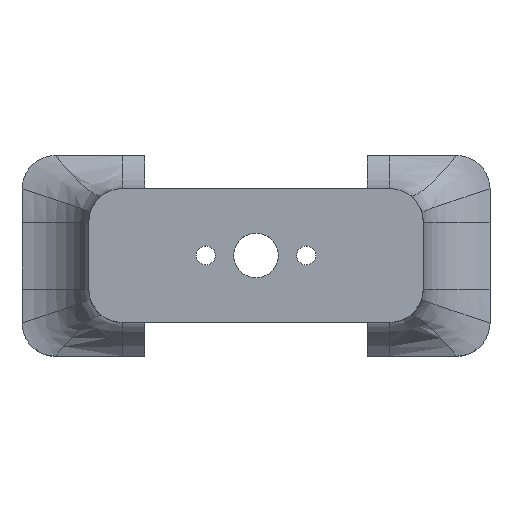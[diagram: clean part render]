
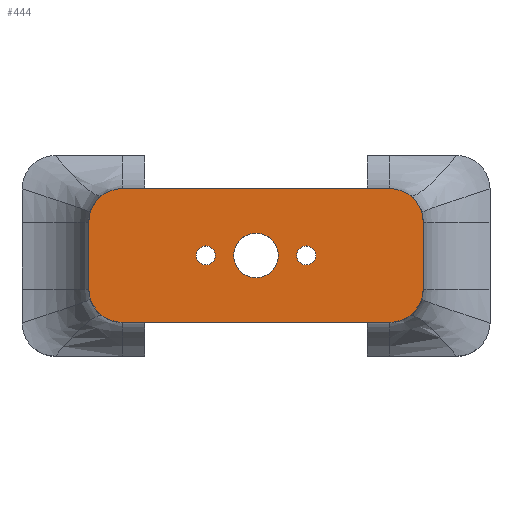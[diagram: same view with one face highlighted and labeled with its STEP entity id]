
A CAD part, top view. The second image highlights one B-rep face of the part: STEP entity #444.
In plain terms, the highlighted planar face has unit normal (0, 0, 1).
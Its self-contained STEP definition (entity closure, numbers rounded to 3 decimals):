
#2 = VERTEX_POINT ( 'NONE', #1344 ) ;
#14 = ORIENTED_EDGE ( 'NONE', *, *, #1927, .T. ) ;
#28 = DIRECTION ( 'NONE',  ( 0., 0., 1. ) ) ;
#45 = CIRCLE ( 'NONE', #1593, 0.85 ) ;
#57 = DIRECTION ( 'NONE',  ( 1., 0., 0. ) ) ;
#80 = EDGE_LOOP ( 'NONE', ( #2680, #2296, #1543, #1265, #718, #14, #2479, #451 ) ) ;
#136 = CIRCLE ( 'NONE', #1555, 0.85 ) ;
#138 = DIRECTION ( 'NONE',  ( 1., 0., 0. ) ) ;
#140 = PLANE ( 'NONE',  #644 ) ;
#166 = FACE_BOUND ( 'NONE', #621, .T. ) ;
#168 = CARTESIAN_POINT ( 'NONE',  ( -17., 6., 5. ) ) ;
#218 = EDGE_CURVE ( 'NONE', #2, #539, #2349, .T. ) ;
#232 = VERTEX_POINT ( 'NONE', #2365 ) ;
#257 = DIRECTION ( 'NONE',  ( 0., 0., 1. ) ) ;
#260 = VERTEX_POINT ( 'NONE', #2378 ) ;
#274 = DIRECTION ( 'NONE',  ( 1., 0., 0. ) ) ;
#351 = DIRECTION ( 'NONE',  ( 1., 0., 0. ) ) ;
#367 = CARTESIAN_POINT ( 'NONE',  ( 0., 0., 5. ) ) ;
#385 = AXIS2_PLACEMENT_3D ( 'NONE', #2765, #2383, #2370 ) ;
#395 = LINE ( 'NONE', #1245, #1863 ) ;
#444 = ADVANCED_FACE ( 'NONE', ( #166, #769, #1594, #551 ), #140, .T. ) ;
#451 = ORIENTED_EDGE ( 'NONE', *, *, #788, .T. ) ;
#461 = ORIENTED_EDGE ( 'NONE', *, *, #1285, .F. ) ;
#470 = VERTEX_POINT ( 'NONE', #968 ) ;
#471 = DIRECTION ( 'NONE',  ( 0., 0., 1. ) ) ;
#503 = VERTEX_POINT ( 'NONE', #1845 ) ;
#539 = VERTEX_POINT ( 'NONE', #2102 ) ;
#551 = FACE_BOUND ( 'NONE', #1979, .T. ) ;
#561 = DIRECTION ( 'NONE',  ( 0., 0., 1. ) ) ;
#563 = AXIS2_PLACEMENT_3D ( 'NONE', #2478, #2466, #732 ) ;
#588 = CARTESIAN_POINT ( 'NONE',  ( -4., 0., 5. ) ) ;
#596 = CARTESIAN_POINT ( 'NONE',  ( 10., -3., 5. ) ) ;
#614 = AXIS2_PLACEMENT_3D ( 'NONE', #2592, #28, #836 ) ;
#621 = EDGE_LOOP ( 'NONE', ( #736, #2081 ) ) ;
#640 = CARTESIAN_POINT ( 'NONE',  ( 13., -3., 5. ) ) ;
#644 = AXIS2_PLACEMENT_3D ( 'NONE', #367, #1008, #2030 ) ;
#667 = DIRECTION ( 'NONE',  ( 0., 0., 1. ) ) ;
#673 = DIRECTION ( 'NONE',  ( -1., 0., 0. ) ) ;
#718 = ORIENTED_EDGE ( 'NONE', *, *, #1801, .T. ) ;
#732 = DIRECTION ( 'NONE',  ( 1., 0., 0. ) ) ;
#736 = ORIENTED_EDGE ( 'NONE', *, *, #1865, .F. ) ;
#759 = LINE ( 'NONE', #168, #1153 ) ;
#769 = FACE_OUTER_BOUND ( 'NONE', #80, .T. ) ;
#788 = EDGE_CURVE ( 'NONE', #260, #1143, #2625, .T. ) ;
#823 = DIRECTION ( 'NONE',  ( 0., 1., 0. ) ) ;
#831 = DIRECTION ( 'NONE',  ( 1., 0., 0. ) ) ;
#836 = DIRECTION ( 'NONE',  ( 1., 0., 0. ) ) ;
#849 = EDGE_CURVE ( 'NONE', #986, #1648, #1448, .T. ) ;
#887 = CARTESIAN_POINT ( 'NONE',  ( 10., -6., 5. ) ) ;
#925 = DIRECTION ( 'NONE',  ( 1., 0., 0. ) ) ;
#957 = AXIS2_PLACEMENT_3D ( 'NONE', #2759, #2776, #831 ) ;
#968 = CARTESIAN_POINT ( 'NONE',  ( 10., 6., 5. ) ) ;
#986 = VERTEX_POINT ( 'NONE', #1936 ) ;
#987 = CARTESIAN_POINT ( 'NONE',  ( 1.65, 0., 5. ) ) ;
#1008 = DIRECTION ( 'NONE',  ( 0., 0., 1. ) ) ;
#1104 = VECTOR ( 'NONE', #673, 1000. ) ;
#1143 = VERTEX_POINT ( 'NONE', #2284 ) ;
#1153 = VECTOR ( 'NONE', #1609, 1000. ) ;
#1206 = CARTESIAN_POINT ( 'NONE',  ( -14., 6., 5. ) ) ;
#1210 = DIRECTION ( 'NONE',  ( 0., 0., 1. ) ) ;
#1234 = LINE ( 'NONE', #1884, #2359 ) ;
#1245 = CARTESIAN_POINT ( 'NONE',  ( -17., -6., 5. ) ) ;
#1248 = DIRECTION ( 'NONE',  ( 0., 0., 1. ) ) ;
#1253 = EDGE_CURVE ( 'NONE', #2750, #1291, #2627, .T. ) ;
#1265 = ORIENTED_EDGE ( 'NONE', *, *, #2718, .T. ) ;
#1285 = EDGE_CURVE ( 'NONE', #1648, #986, #1584, .T. ) ;
#1291 = VERTEX_POINT ( 'NONE', #640 ) ;
#1325 = AXIS2_PLACEMENT_3D ( 'NONE', #596, #561, #351 ) ;
#1334 = LINE ( 'NONE', #1717, #1104 ) ;
#1336 = CIRCLE ( 'NONE', #614, 0.85 ) ;
#1344 = CARTESIAN_POINT ( 'NONE',  ( -7.35, 0., 5. ) ) ;
#1351 = CARTESIAN_POINT ( 'NONE',  ( 10., 3., 5. ) ) ;
#1353 = CARTESIAN_POINT ( 'NONE',  ( -14., -3., 5. ) ) ;
#1359 = CARTESIAN_POINT ( 'NONE',  ( 3.35, 0., 5. ) ) ;
#1448 = CIRCLE ( 'NONE', #563, 2. ) ;
#1543 = ORIENTED_EDGE ( 'NONE', *, *, #1696, .T. ) ;
#1555 = AXIS2_PLACEMENT_3D ( 'NONE', #2273, #1210, #1885 ) ;
#1584 = CIRCLE ( 'NONE', #385, 2. ) ;
#1593 = AXIS2_PLACEMENT_3D ( 'NONE', #1986, #257, #925 ) ;
#1594 = FACE_BOUND ( 'NONE', #2224, .T. ) ;
#1609 = DIRECTION ( 'NONE',  ( 0., -1., 0. ) ) ;
#1648 = VERTEX_POINT ( 'NONE', #588 ) ;
#1661 = CARTESIAN_POINT ( 'NONE',  ( -14., 3., 5. ) ) ;
#1692 = CIRCLE ( 'NONE', #2724, 3. ) ;
#1696 = EDGE_CURVE ( 'NONE', #1291, #503, #1234, .T. ) ;
#1717 = CARTESIAN_POINT ( 'NONE',  ( -17., 6., 5. ) ) ;
#1801 = EDGE_CURVE ( 'NONE', #470, #2305, #1334, .T. ) ;
#1845 = CARTESIAN_POINT ( 'NONE',  ( 13., 3., 5. ) ) ;
#1863 = VECTOR ( 'NONE', #2472, 1000. ) ;
#1865 = EDGE_CURVE ( 'NONE', #2216, #1875, #45, .T. ) ;
#1875 = VERTEX_POINT ( 'NONE', #1359 ) ;
#1884 = CARTESIAN_POINT ( 'NONE',  ( 13., 6., 5. ) ) ;
#1885 = DIRECTION ( 'NONE',  ( 1., 0., 0. ) ) ;
#1899 = EDGE_CURVE ( 'NONE', #1875, #2216, #136, .T. ) ;
#1927 = EDGE_CURVE ( 'NONE', #2305, #232, #1692, .T. ) ;
#1936 = CARTESIAN_POINT ( 'NONE',  ( 0., 0., 5. ) ) ;
#1979 = EDGE_LOOP ( 'NONE', ( #2006, #2210 ) ) ;
#1986 = CARTESIAN_POINT ( 'NONE',  ( 2.5, 0., 5. ) ) ;
#2000 = AXIS2_PLACEMENT_3D ( 'NONE', #1351, #471, #274 ) ;
#2006 = ORIENTED_EDGE ( 'NONE', *, *, #218, .F. ) ;
#2030 = DIRECTION ( 'NONE',  ( 1., 0., 0. ) ) ;
#2081 = ORIENTED_EDGE ( 'NONE', *, *, #1899, .F. ) ;
#2102 = CARTESIAN_POINT ( 'NONE',  ( -5.65, 0., 5. ) ) ;
#2210 = ORIENTED_EDGE ( 'NONE', *, *, #2401, .F. ) ;
#2216 = VERTEX_POINT ( 'NONE', #987 ) ;
#2224 = EDGE_LOOP ( 'NONE', ( #461, #2524 ) ) ;
#2273 = CARTESIAN_POINT ( 'NONE',  ( 2.5, 0., 5. ) ) ;
#2284 = CARTESIAN_POINT ( 'NONE',  ( -14., -6., 5. ) ) ;
#2296 = ORIENTED_EDGE ( 'NONE', *, *, #1253, .T. ) ;
#2305 = VERTEX_POINT ( 'NONE', #1206 ) ;
#2333 = EDGE_CURVE ( 'NONE', #1143, #2750, #395, .T. ) ;
#2349 = CIRCLE ( 'NONE', #957, 0.85 ) ;
#2359 = VECTOR ( 'NONE', #823, 1000. ) ;
#2365 = CARTESIAN_POINT ( 'NONE',  ( -17., 3., 5. ) ) ;
#2370 = DIRECTION ( 'NONE',  ( 1., 0., 0. ) ) ;
#2378 = CARTESIAN_POINT ( 'NONE',  ( -17., -3., 5. ) ) ;
#2383 = DIRECTION ( 'NONE',  ( 0., 0., 1. ) ) ;
#2401 = EDGE_CURVE ( 'NONE', #539, #2, #1336, .T. ) ;
#2466 = DIRECTION ( 'NONE',  ( 0., 0., 1. ) ) ;
#2472 = DIRECTION ( 'NONE',  ( 1., 0., 0. ) ) ;
#2478 = CARTESIAN_POINT ( 'NONE',  ( -2., 0., 5. ) ) ;
#2479 = ORIENTED_EDGE ( 'NONE', *, *, #2611, .T. ) ;
#2524 = ORIENTED_EDGE ( 'NONE', *, *, #849, .F. ) ;
#2544 = CIRCLE ( 'NONE', #2000, 3. ) ;
#2592 = CARTESIAN_POINT ( 'NONE',  ( -6.5, 0., 5. ) ) ;
#2611 = EDGE_CURVE ( 'NONE', #232, #260, #759, .T. ) ;
#2625 = CIRCLE ( 'NONE', #2709, 3. ) ;
#2627 = CIRCLE ( 'NONE', #1325, 3. ) ;
#2680 = ORIENTED_EDGE ( 'NONE', *, *, #2333, .T. ) ;
#2709 = AXIS2_PLACEMENT_3D ( 'NONE', #1353, #667, #57 ) ;
#2718 = EDGE_CURVE ( 'NONE', #503, #470, #2544, .T. ) ;
#2724 = AXIS2_PLACEMENT_3D ( 'NONE', #1661, #1248, #138 ) ;
#2750 = VERTEX_POINT ( 'NONE', #887 ) ;
#2759 = CARTESIAN_POINT ( 'NONE',  ( -6.5, 0., 5. ) ) ;
#2765 = CARTESIAN_POINT ( 'NONE',  ( -2., 0., 5. ) ) ;
#2776 = DIRECTION ( 'NONE',  ( 0., 0., 1. ) ) ;
